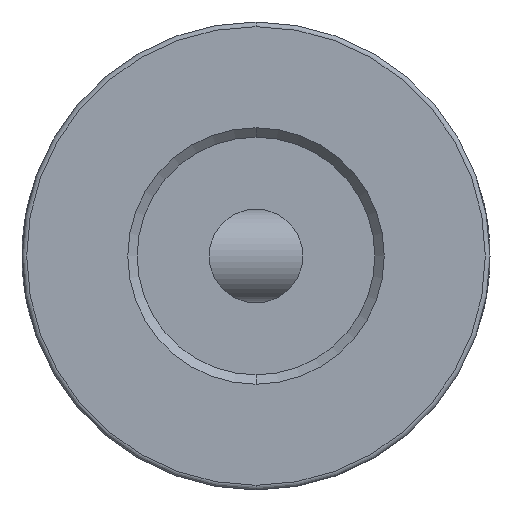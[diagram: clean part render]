
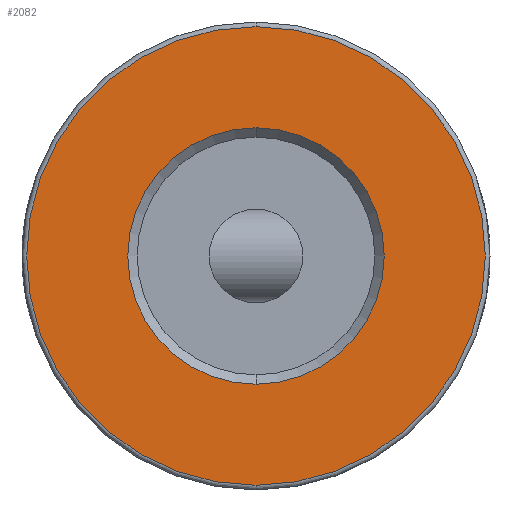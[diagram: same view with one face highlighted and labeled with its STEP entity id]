
A CAD part, front view. The second image highlights one B-rep face of the part: STEP entity #2082.
In plain terms, the highlighted planar face has unit normal (0, -1, 0).
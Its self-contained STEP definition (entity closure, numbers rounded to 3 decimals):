
#176 = CARTESIAN_POINT ( 'NONE',  ( -22.505, -100.202, 50. ) ) ;
#300 = DIRECTION ( 'NONE',  ( 0., 1., 0. ) ) ;
#340 = CARTESIAN_POINT ( 'NONE',  ( -22.505, -100.202, 50. ) ) ;
#381 = ORIENTED_EDGE ( 'NONE', *, *, #3150, .T. ) ;
#420 = DIRECTION ( 'NONE',  ( 0., 0., 1. ) ) ;
#435 = DIRECTION ( 'NONE',  ( 0., -1., 0. ) ) ;
#604 = CIRCLE ( 'NONE', #886, 6.85 ) ;
#627 = EDGE_LOOP ( 'NONE', ( #381, #3059 ) ) ;
#686 = AXIS2_PLACEMENT_3D ( 'NONE', #340, #300, #2448 ) ;
#710 = DIRECTION ( 'NONE',  ( 0., 1., 0. ) ) ;
#733 = CARTESIAN_POINT ( 'NONE',  ( -22.505, -100.202, 43.15 ) ) ;
#886 = AXIS2_PLACEMENT_3D ( 'NONE', #176, #710, #2862 ) ;
#964 = CIRCLE ( 'NONE', #3088, 12.25 ) ;
#966 = DIRECTION ( 'NONE',  ( 0., -1., 0. ) ) ;
#1185 = AXIS2_PLACEMENT_3D ( 'NONE', #1878, #2747, #1691 ) ;
#1272 = ORIENTED_EDGE ( 'NONE', *, *, #2900, .T. ) ;
#1397 = FACE_BOUND ( 'NONE', #2241, .T. ) ;
#1403 = EDGE_CURVE ( 'NONE', #3330, #3357, #964, .T. ) ;
#1523 = DIRECTION ( 'NONE',  ( 0., 0., 1. ) ) ;
#1565 = VERTEX_POINT ( 'NONE', #1663 ) ;
#1663 = CARTESIAN_POINT ( 'NONE',  ( -22.505, -100.202, 56.85 ) ) ;
#1691 = DIRECTION ( 'NONE',  ( 0., 0., 1. ) ) ;
#1756 = CARTESIAN_POINT ( 'NONE',  ( -22.505, -100.202, 50. ) ) ;
#1878 = CARTESIAN_POINT ( 'NONE',  ( -22.505, -100.202, 50. ) ) ;
#1939 = ORIENTED_EDGE ( 'NONE', *, *, #2057, .T. ) ;
#1974 = VERTEX_POINT ( 'NONE', #733 ) ;
#2057 = EDGE_CURVE ( 'NONE', #1974, #1565, #2692, .T. ) ;
#2082 = ADVANCED_FACE ( 'NONE', ( #2732, #1397 ), #3244, .F. ) ;
#2241 = EDGE_LOOP ( 'NONE', ( #1939, #1272 ) ) ;
#2448 = DIRECTION ( 'NONE',  ( 0., 0., 1. ) ) ;
#2610 = CARTESIAN_POINT ( 'NONE',  ( -22.505, -100.202, 62.25 ) ) ;
#2692 = CIRCLE ( 'NONE', #1185, 6.85 ) ;
#2732 = FACE_OUTER_BOUND ( 'NONE', #627, .T. ) ;
#2747 = DIRECTION ( 'NONE',  ( 0., 1., 0. ) ) ;
#2806 = CARTESIAN_POINT ( 'NONE',  ( -22.505, -100.202, 37.75 ) ) ;
#2862 = DIRECTION ( 'NONE',  ( 0., 0., 1. ) ) ;
#2900 = EDGE_CURVE ( 'NONE', #1565, #1974, #604, .T. ) ;
#3059 = ORIENTED_EDGE ( 'NONE', *, *, #1403, .T. ) ;
#3088 = AXIS2_PLACEMENT_3D ( 'NONE', #1756, #435, #420 ) ;
#3117 = CIRCLE ( 'NONE', #3443, 12.25 ) ;
#3150 = EDGE_CURVE ( 'NONE', #3357, #3330, #3117, .T. ) ;
#3244 = PLANE ( 'NONE',  #686 ) ;
#3330 = VERTEX_POINT ( 'NONE', #2806 ) ;
#3357 = VERTEX_POINT ( 'NONE', #2610 ) ;
#3405 = CARTESIAN_POINT ( 'NONE',  ( -22.505, -100.202, 50. ) ) ;
#3443 = AXIS2_PLACEMENT_3D ( 'NONE', #3405, #966, #1523 ) ;
